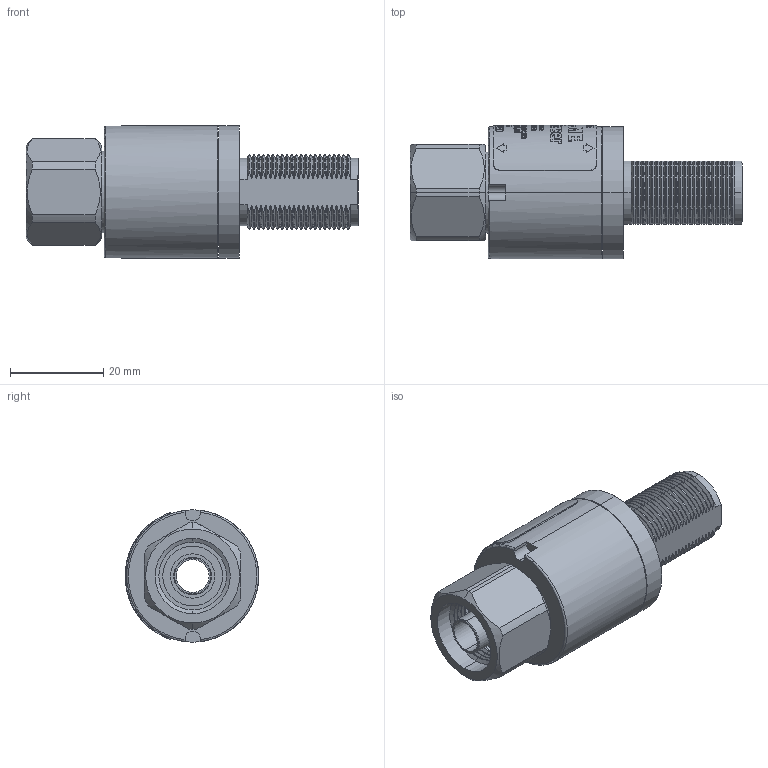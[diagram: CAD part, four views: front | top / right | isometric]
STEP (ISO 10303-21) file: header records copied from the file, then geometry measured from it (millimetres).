
FILE_DESCRIPTION (( 'STEP AP214' ), '1' );
FILE_NAME ('LSXL-ME.STEP', '2019-07-30T16:00:03', ( '' ), ( '' ), 'SwSTEP 2.0', 'SolidWorks 2019', '' );
FILE_SCHEMA (( 'AUTOMOTIVE_DESIGN' ));
Length unit declared in the file: inch
Products named in the file (9): LSXL-ME; 1502-0709; 5800-0089; 7020-2683; 5800-0082
Assembly tree (4 placements, depth 2):
  LSXL-ME
    1502-0709
    5800-0089
    5800-0082
    7020-2683
  5800-0089
  1502-0709
  7020-2683
  5800-0082
Bounding box: 71.15 x 28.6 x 28.32 mm (x, y, z)
Volume: 16644.3 mm3; surface area: 15937.6 mm2
Topology: 4 solids, 4 shells, 2185 faces, 5927 edges, 3901 vertices
Faces by surface type: bspline 983, plane 627, cylinder 375, cone 190, torus 10
Entity records: 132829 total; most frequent: CARTESIAN_POINT 64192, ORIENTED_EDGE 11854, DIRECTION 6225, EDGE_CURVE 5927, VERTEX_POINT 3901, B_SPLINE_CURVE_WITH_KNOTS 3293, AXIS2_PLACEMENT_3D 2381, EDGE_LOOP 2342
